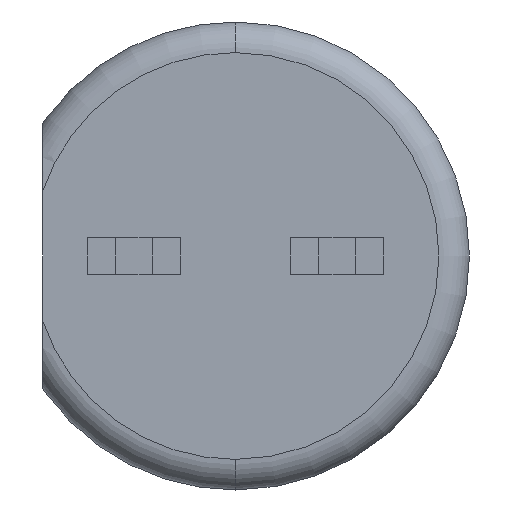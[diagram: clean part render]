
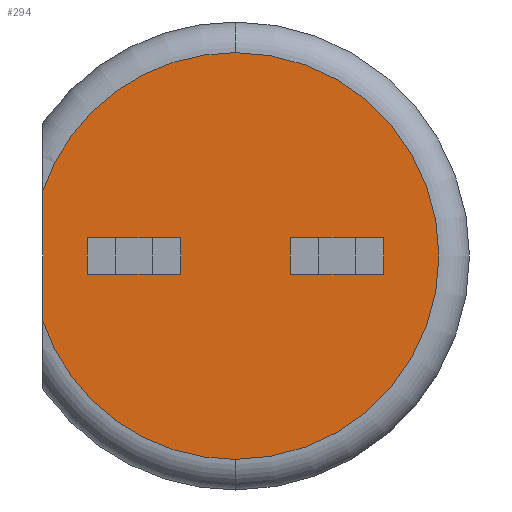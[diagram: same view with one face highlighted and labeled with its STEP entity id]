
A CAD part, front view. The second image highlights one B-rep face of the part: STEP entity #294.
In plain terms, the highlighted planar face has unit normal (0, -1, 0).
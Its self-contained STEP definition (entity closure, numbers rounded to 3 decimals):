
#32 = CARTESIAN_POINT ( 'NONE',  ( 0., 0., 2.543 ) ) ;
#37 = EDGE_CURVE ( 'NONE', #302, #611, #944, .T. ) ;
#59 = CIRCLE ( 'NONE', #1015, 2.543 ) ;
#111 = DIRECTION ( 'NONE',  ( 0., -1., 0. ) ) ;
#128 = VERTEX_POINT ( 'NONE', #671 ) ;
#148 = AXIS2_PLACEMENT_3D ( 'NONE', #1185, #913, #620 ) ;
#166 = CARTESIAN_POINT ( 'NONE',  ( -2.412, 0., -0.803 ) ) ;
#189 = ORIENTED_EDGE ( 'NONE', *, *, #952, .F. ) ;
#216 = EDGE_CURVE ( 'NONE', #302, #934, #59, .T. ) ;
#285 = EDGE_LOOP ( 'NONE', ( #477, #492, #621, #189 ) ) ;
#294 = ADVANCED_FACE ( 'NONE', ( #314 ), #1158, .T. ) ;
#302 = VERTEX_POINT ( 'NONE', #402 ) ;
#314 = FACE_OUTER_BOUND ( 'NONE', #285, .T. ) ;
#323 = CARTESIAN_POINT ( 'NONE',  ( 0., 0., 0. ) ) ;
#374 = DIRECTION ( 'NONE',  ( 0., 0., 1. ) ) ;
#402 = CARTESIAN_POINT ( 'NONE',  ( -2.412, 0., 0.803 ) ) ;
#446 = DIRECTION ( 'NONE',  ( 0., 0., -1. ) ) ;
#467 = AXIS2_PLACEMENT_3D ( 'NONE', #1065, #111, #677 ) ;
#477 = ORIENTED_EDGE ( 'NONE', *, *, #216, .F. ) ;
#492 = ORIENTED_EDGE ( 'NONE', *, *, #37, .T. ) ;
#546 = VECTOR ( 'NONE', #446, 1000. ) ;
#560 = AXIS2_PLACEMENT_3D ( 'NONE', #323, #814, #798 ) ;
#573 = CIRCLE ( 'NONE', #148, 2.543 ) ;
#611 = VERTEX_POINT ( 'NONE', #166 ) ;
#620 = DIRECTION ( 'NONE',  ( 0., 0., 1. ) ) ;
#621 = ORIENTED_EDGE ( 'NONE', *, *, #1084, .F. ) ;
#642 = CARTESIAN_POINT ( 'NONE',  ( -2.412, 0., 0. ) ) ;
#671 = CARTESIAN_POINT ( 'NONE',  ( 0., 0., -2.543 ) ) ;
#677 = DIRECTION ( 'NONE',  ( 0., 0., -1. ) ) ;
#758 = DIRECTION ( 'NONE',  ( 0., 1., 0. ) ) ;
#798 = DIRECTION ( 'NONE',  ( 0., 0., 1. ) ) ;
#814 = DIRECTION ( 'NONE',  ( 0., 1., 0. ) ) ;
#845 = CARTESIAN_POINT ( 'NONE',  ( 0., 0., 0. ) ) ;
#913 = DIRECTION ( 'NONE',  ( 0., 1., 0. ) ) ;
#934 = VERTEX_POINT ( 'NONE', #32 ) ;
#944 = LINE ( 'NONE', #642, #546 ) ;
#952 = EDGE_CURVE ( 'NONE', #934, #128, #957, .T. ) ;
#957 = CIRCLE ( 'NONE', #560, 2.543 ) ;
#1015 = AXIS2_PLACEMENT_3D ( 'NONE', #845, #758, #374 ) ;
#1065 = CARTESIAN_POINT ( 'NONE',  ( 0., 0., 0. ) ) ;
#1084 = EDGE_CURVE ( 'NONE', #128, #611, #573, .T. ) ;
#1158 = PLANE ( 'NONE',  #467 ) ;
#1185 = CARTESIAN_POINT ( 'NONE',  ( 0., 0., 0. ) ) ;
